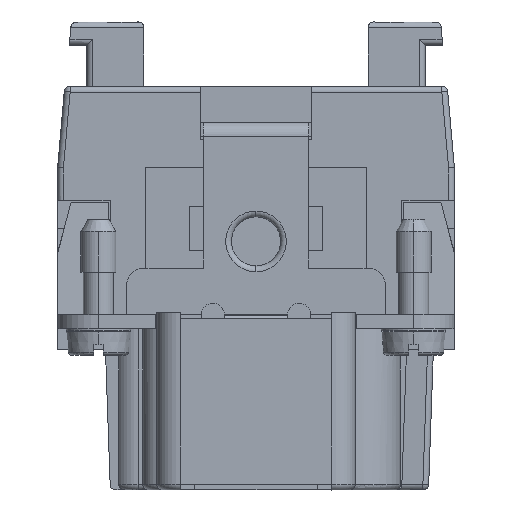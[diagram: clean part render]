
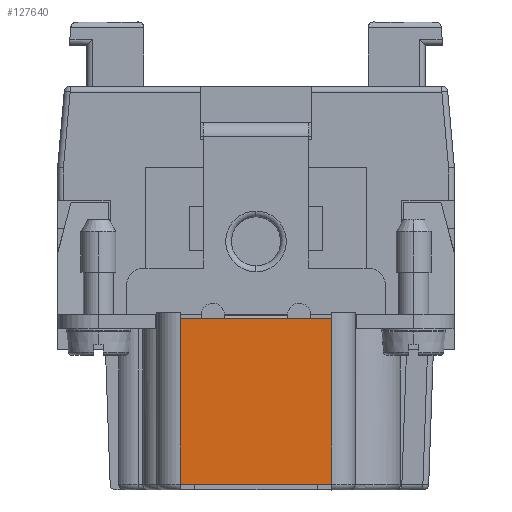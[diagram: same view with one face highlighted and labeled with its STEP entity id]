
A CAD part, left-side view. The second image highlights one B-rep face of the part: STEP entity #127640.
In plain terms, the highlighted planar face has unit normal (-1, 0, 0).
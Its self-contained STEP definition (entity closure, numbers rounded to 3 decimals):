
#130=CARTESIAN_POINT('',(39.146,42.084,-19.));
#140=VERTEX_POINT('',#130);
#127000=CARTESIAN_POINT('',(39.146,42.084,-4.8));
#127010=DIRECTION('',(0.,0.,-1.));
#127020=VECTOR('',#127010,1.);
#127030=LINE('',#127000,#127020);
#127040=CARTESIAN_POINT('',(39.146,42.084,-4.8));
#127050=VERTEX_POINT('',#127040);
#127060=EDGE_CURVE('',#127050,#140,#127030,.T.);
#127340=CARTESIAN_POINT('',(39.146,31.584,-3.7));
#127350=DIRECTION('',(-1.,0.,0.));
#127360=DIRECTION('',(0.,0.,1.));
#127370=AXIS2_PLACEMENT_3D('',#127340,#127350,#127360);
#127380=PLANE('',#127370);
#127390=CARTESIAN_POINT('',(39.146,55.084,-19.));
#127400=DIRECTION('',(0.,0.,1.));
#127410=VECTOR('',#127400,1.);
#127420=LINE('',#127390,#127410);
#127430=CARTESIAN_POINT('',(39.146,55.084,-19.));
#127440=VERTEX_POINT('',#127430);
#127450=CARTESIAN_POINT('',(39.146,55.084,-4.8));
#127460=VERTEX_POINT('',#127450);
#127470=EDGE_CURVE('',#127440,#127460,#127420,.T.);
#127480=ORIENTED_EDGE('',*,*,#127470,.F.);
#127490=CARTESIAN_POINT('',(39.146,55.084,-4.8));
#127500=DIRECTION('',(0.,-1.,0.));
#127510=VECTOR('',#127500,1.);
#127520=LINE('',#127490,#127510);
#127530=EDGE_CURVE('',#127460,#127050,#127520,.T.);
#127540=ORIENTED_EDGE('',*,*,#127530,.F.);
#127550=ORIENTED_EDGE('',*,*,#127060,.F.);
#127560=CARTESIAN_POINT('',(39.146,42.084,-19.));
#127570=DIRECTION('',(0.,1.,0.));
#127580=VECTOR('',#127570,1.);
#127590=LINE('',#127560,#127580);
#127600=EDGE_CURVE('',#140,#127440,#127590,.T.);
#127610=ORIENTED_EDGE('',*,*,#127600,.F.);
#127620=EDGE_LOOP('',(#127610,#127550,#127540,#127480));
#127630=FACE_OUTER_BOUND('',#127620,.T.);
#127640=ADVANCED_FACE('',(#127630),#127380,.T.);
